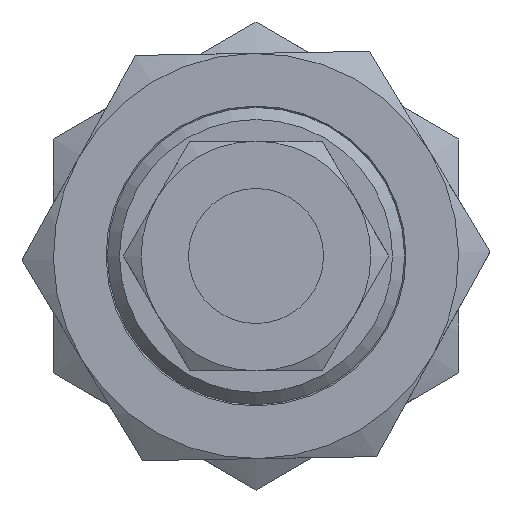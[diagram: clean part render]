
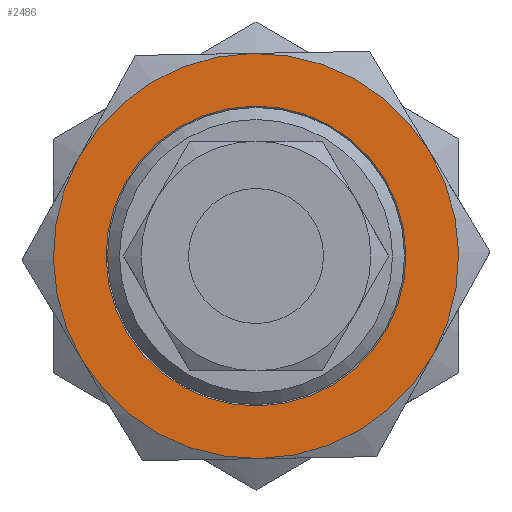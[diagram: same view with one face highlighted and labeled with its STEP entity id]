
A CAD part, front view. The second image highlights one B-rep face of the part: STEP entity #2486.
In plain terms, the highlighted face is planar.
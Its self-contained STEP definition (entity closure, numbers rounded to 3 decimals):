
#1962=CARTESIAN_POINT('',(7.5,12.99,7.0));
#1963=VERTEX_POINT('',#1962);
#1977=CARTESIAN_POINT('',(-7.5,12.99,7.0));
#1978=VERTEX_POINT('',#1977);
#1992=CARTESIAN_POINT('',(0.0,0.0,7.));
#1993=DIRECTION('',(0.0,0.0,1.0));
#1994=DIRECTION('',(0.0,-1.0,0.0));
#1995=AXIS2_PLACEMENT_3D('',#1992,#1993,#1994);
#1996=CIRCLE('',#1995,15.);
#1997=EDGE_CURVE('',#1963,#1978,#1996,.T.);
#2009=CARTESIAN_POINT('',(15.0,0.,7.0));
#2010=VERTEX_POINT('',#2009);
#2037=CARTESIAN_POINT('',(0.0,0.0,7.));
#2038=DIRECTION('',(0.0,0.0,1.0));
#2039=DIRECTION('',(0.0,-1.0,0.0));
#2040=AXIS2_PLACEMENT_3D('',#2037,#2038,#2039);
#2041=CIRCLE('',#2040,15.);
#2042=EDGE_CURVE('',#2010,#1963,#2041,.T.);
#2054=CARTESIAN_POINT('',(7.5,-12.99,7.0));
#2055=VERTEX_POINT('',#2054);
#2082=CARTESIAN_POINT('',(0.0,0.0,7.));
#2083=DIRECTION('',(0.0,0.0,1.0));
#2084=DIRECTION('',(0.0,-1.0,0.0));
#2085=AXIS2_PLACEMENT_3D('',#2082,#2083,#2084);
#2086=CIRCLE('',#2085,15.);
#2087=EDGE_CURVE('',#2055,#2010,#2086,.T.);
#2112=CARTESIAN_POINT('',(-7.5,-12.99,7.0));
#2113=VERTEX_POINT('',#2112);
#2114=CARTESIAN_POINT('',(0.0,0.0,7.));
#2115=DIRECTION('',(0.0,0.0,1.0));
#2116=DIRECTION('',(0.0,-1.0,0.0));
#2117=AXIS2_PLACEMENT_3D('',#2114,#2115,#2116);
#2118=CIRCLE('',#2117,15.);
#2119=EDGE_CURVE('',#2113,#2055,#2118,.T.);
#2157=CARTESIAN_POINT('',(-15.0,0.0,7.0));
#2158=VERTEX_POINT('',#2157);
#2159=CARTESIAN_POINT('',(0.0,0.0,7.));
#2160=DIRECTION('',(0.0,0.0,1.0));
#2161=DIRECTION('',(0.0,-1.0,0.0));
#2162=AXIS2_PLACEMENT_3D('',#2159,#2160,#2161);
#2163=CIRCLE('',#2162,15.);
#2164=EDGE_CURVE('',#2158,#2113,#2163,.T.);
#2202=CARTESIAN_POINT('',(0.0,0.0,7.));
#2203=DIRECTION('',(0.0,0.0,1.0));
#2204=DIRECTION('',(0.0,-1.0,0.0));
#2205=AXIS2_PLACEMENT_3D('',#2202,#2203,#2204);
#2206=CIRCLE('',#2205,15.);
#2207=EDGE_CURVE('',#1978,#2158,#2206,.T.);
#2362=CARTESIAN_POINT('',(11.1,0.0,7.));
#2363=VERTEX_POINT('',#2362);
#2364=CARTESIAN_POINT('',(0.0,0.0,7.));
#2365=DIRECTION('',(0.0,0.0,-1.0));
#2366=DIRECTION('',(1.0,0.0,0.0));
#2367=AXIS2_PLACEMENT_3D('',#2364,#2365,#2366);
#2368=CIRCLE('',#2367,11.1);
#2369=EDGE_CURVE('',#2363,#2363,#2368,.T.);
#2470=CARTESIAN_POINT('',(0.,0.,7.));
#2471=DIRECTION('',(0.0,0.0,1.0));
#2472=DIRECTION('',(1.0,0.0,0.0));
#2473=AXIS2_PLACEMENT_3D('',#2470,#2471,#2472);
#2474=PLANE('',#2473);
#2475=ORIENTED_EDGE('',*,*,#2207,.T.);
#2476=ORIENTED_EDGE('',*,*,#2164,.T.);
#2477=ORIENTED_EDGE('',*,*,#2119,.T.);
#2478=ORIENTED_EDGE('',*,*,#2087,.T.);
#2479=ORIENTED_EDGE('',*,*,#2042,.T.);
#2480=ORIENTED_EDGE('',*,*,#1997,.T.);
#2481=EDGE_LOOP('',(#2475,#2476,#2477,#2478,#2479,#2480));
#2482=FACE_OUTER_BOUND('',#2481,.T.);
#2483=ORIENTED_EDGE('',*,*,#2369,.T.);
#2484=EDGE_LOOP('',(#2483));
#2485=FACE_BOUND('',#2484,.T.);
#2486=ADVANCED_FACE('',(#2482,#2485),#2474,.T.);
